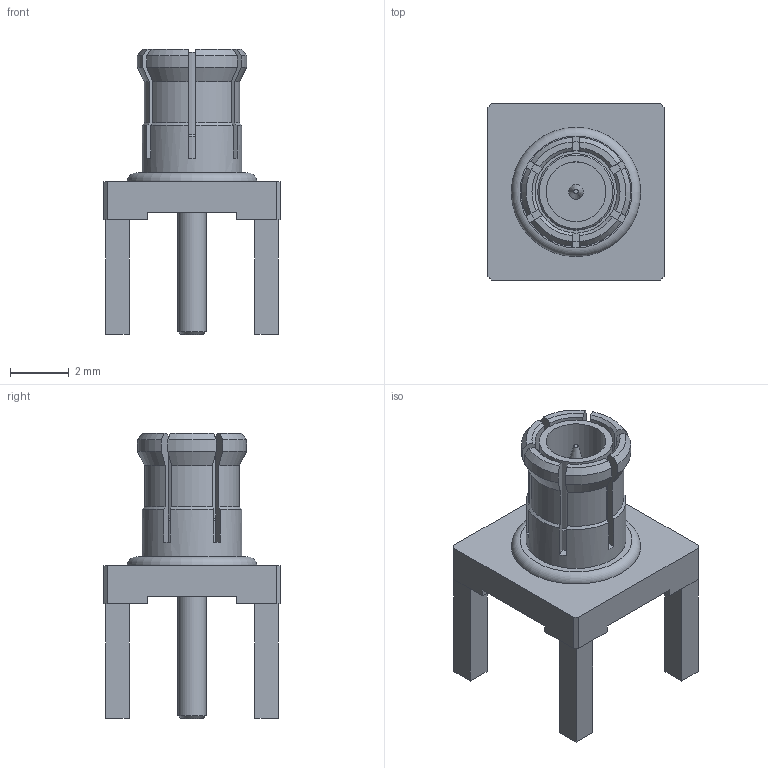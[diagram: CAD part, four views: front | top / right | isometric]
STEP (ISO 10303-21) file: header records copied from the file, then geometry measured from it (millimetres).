
FILE_DESCRIPTION(/* description */ ('Unknown'),/* implementation_level */ '2;1');
FILE_NAME(/* name */ '60614003121504',/* time_stamp */ '2019-03-07T11:21:15+01:00',/* author */ ('Unknown'),/* organization */ ('Unknown'),/* preprocessor_version */ 'ST-DEVELOPER v16.7',/* originating_system */ 'DEX',/* authorisation */ $);
FILE_SCHEMA (('AUTOMOTIVE_DESIGN {1 0 10303 214 3 1 1}'));
Length unit declared in the file: millimetre
Products named in the file (1): 60614003121504
Bounding box: 6 x 6 x 9.7 mm (x, y, z)
Volume: 77.7 mm3; surface area: 318.6 mm2
Topology: 1 solids, 1 shells, 125 faces, 333 edges, 219 vertices
Faces by surface type: plane 75, cone 27, cylinder 22, torus 1
Full cylindrical faces by diameter (mm): 0.5 x1, 0.96 x1, 1.201 x1, 2.04 x1, 2.5 x1, 2.6 x1, 2.601 x1, 2.8 x2, 3.4 x1
Entity records: 4709 total; most frequent: CARTESIAN_POINT 798, ORIENTED_EDGE 628, DIRECTION 600, EDGE_CURVE 314, VERTEX_POINT 214, AXIS2_PLACEMENT_3D 208, LINE 184, VECTOR 184
